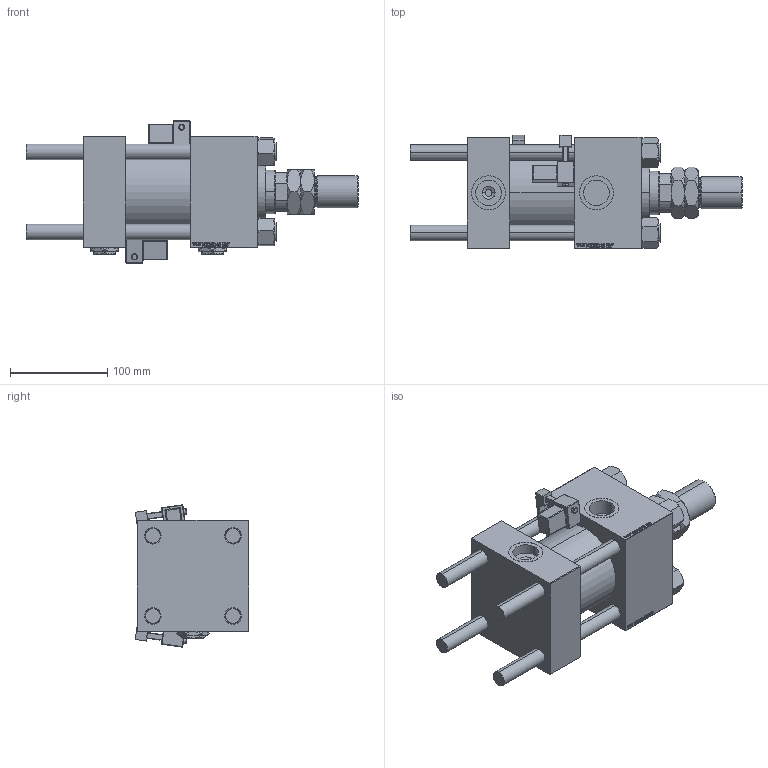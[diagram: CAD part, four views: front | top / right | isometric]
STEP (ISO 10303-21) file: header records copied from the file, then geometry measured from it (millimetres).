
FILE_DESCRIPTION (( 'STEP AP203' ), '1' );
FILE_NAME ('6804.STEP', '2022-04-15T20:44:06', ( '' ), ( '' ), 'SwSTEP 2.0', 'SolidWorks 2019', '' );
FILE_SCHEMA (( 'CONFIG_CONTROL_DESIGN' ));
Length unit declared in the file: millimetre
Products named in the file (9): V215_VC_A 8d4209e580ae26d74ed7d02c7772f873; V215CR_MSU 8d4209e580ae26d74ed7d02c7772f873; V215CR_BODY_A 8d4209e580ae26d74ed7d02c7772f873; CR025_012_A_0_G_A_G_M_020_+#_##_TYCINKA 8d4209e580ae26d74ed7d02c7772f873; V215CR_VCP 8d4209e580ae26d74ed7d02c7772f873; 6804; NUT_M5 8d4209e580ae26d74ed7d02c7772f873; Zatka_pro_OIL_PORT 8d4209e580ae26d74ed7d02c7772f873; MTA 8d4209e580ae26d74ed7d02c7772f873
Assembly tree (16 placements, depth 2):
  6804
    V215CR_BODY_A 8d4209e580ae26d74ed7d02c7772f873
    CR025_012_A_0_G_A_G_M_020_+#_##_TYCINKA 8d4209e580ae26d74ed7d02c7772f873  x4
    NUT_M5 8d4209e580ae26d74ed7d02c7772f873  x4
    V215CR_VCP 8d4209e580ae26d74ed7d02c7772f873
    V215_VC_A 8d4209e580ae26d74ed7d02c7772f873
    V215CR_MSU 8d4209e580ae26d74ed7d02c7772f873  x2
    MTA 8d4209e580ae26d74ed7d02c7772f873
    Zatka_pro_OIL_PORT 8d4209e580ae26d74ed7d02c7772f873  x2
Bounding box: 342 x 117.01 x 146.65 mm (x, y, z)
Volume: 2014429.3 mm3; surface area: 332144.9 mm2
Topology: 16 solids, 16 shells, 1490 faces, 3698 edges, 2345 vertices
Faces by surface type: plane 690, bspline 392, cone 206, cylinder 156, sphere 24, torus 22
Entity records: 56308 total; most frequent: CARTESIAN_POINT 28709, ORIENTED_EDGE 6086, DIRECTION 4175, EDGE_CURVE 3043, VERTEX_POINT 1969, LINE 1769, VECTOR 1769, EDGE_LOOP 1358
